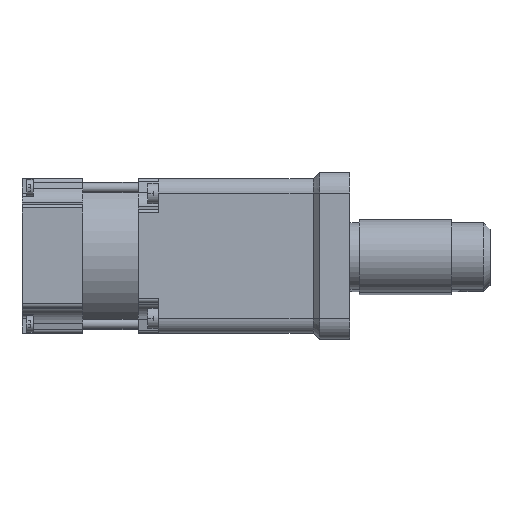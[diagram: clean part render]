
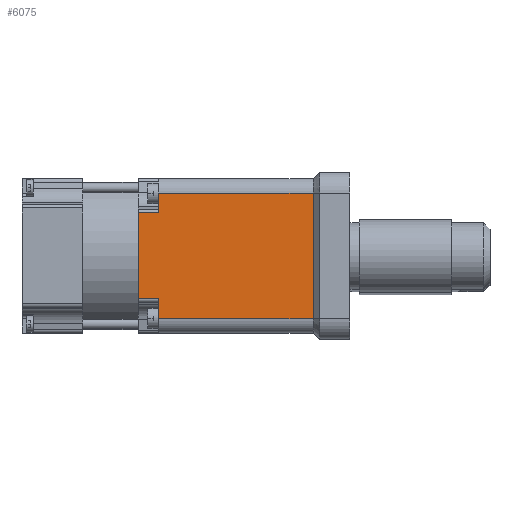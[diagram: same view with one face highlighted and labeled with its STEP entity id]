
A CAD part, top view. The second image highlights one B-rep face of the part: STEP entity #6075.
In plain terms, the highlighted planar face has unit normal (0, 0, 1).
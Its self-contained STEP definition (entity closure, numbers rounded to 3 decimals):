
#288=LINE('',#8926,#896);
#557=LINE('',#9667,#1165);
#580=LINE('',#9741,#1188);
#595=LINE('',#9804,#1203);
#601=LINE('',#9816,#1209);
#602=LINE('',#9818,#1210);
#625=LINE('',#9860,#1233);
#626=LINE('',#9862,#1234);
#896=VECTOR('',#7233,34.);
#1165=VECTOR('',#7960,23.405);
#1188=VECTOR('',#8035,5.298);
#1203=VECTOR('',#8086,5.298);
#1209=VECTOR('',#8104,5.5);
#1210=VECTOR('',#8107,5.5);
#1233=VECTOR('',#8168,42.);
#1234=VECTOR('',#8171,42.);
#1574=PLANE('',#6598);
#1966=FACE_OUTER_BOUND('',#2367,.T.);
#2367=EDGE_LOOP('',(#5279,#5280,#5281,#5282,#5283,#5284,#5285,#5286));
#2767=VERTEX_POINT('',#8918);
#2769=VERTEX_POINT('',#8924);
#3011=VERTEX_POINT('',#9664);
#3012=VERTEX_POINT('',#9666);
#3036=VERTEX_POINT('',#9739);
#3037=VERTEX_POINT('',#9740);
#3066=VERTEX_POINT('',#9801);
#3067=VERTEX_POINT('',#9803);
#3389=EDGE_CURVE('',#2769,#2767,#288,.T.);
#3739=EDGE_CURVE('',#3012,#3011,#557,.T.);
#3776=EDGE_CURVE('',#3036,#3037,#580,.T.);
#3806=EDGE_CURVE('',#3067,#3066,#595,.T.);
#3813=EDGE_CURVE('',#3011,#3036,#601,.T.);
#3814=EDGE_CURVE('',#3012,#3066,#602,.T.);
#3837=EDGE_CURVE('',#2769,#3067,#625,.T.);
#3838=EDGE_CURVE('',#2767,#3037,#626,.T.);
#5279=ORIENTED_EDGE('',*,*,#3838,.F.);
#5280=ORIENTED_EDGE('',*,*,#3389,.F.);
#5281=ORIENTED_EDGE('',*,*,#3837,.T.);
#5282=ORIENTED_EDGE('',*,*,#3806,.T.);
#5283=ORIENTED_EDGE('',*,*,#3814,.F.);
#5284=ORIENTED_EDGE('',*,*,#3739,.T.);
#5285=ORIENTED_EDGE('',*,*,#3813,.T.);
#5286=ORIENTED_EDGE('',*,*,#3776,.T.);
#6075=ADVANCED_FACE('',(#1966),#1574,.T.);
#6598=AXIS2_PLACEMENT_3D('',#9861,#8169,#8170);
#7233=DIRECTION('',(0.,-1.,0.));
#7960=DIRECTION('',(0.,-1.,0.));
#8035=DIRECTION('',(0.,-1.,0.));
#8086=DIRECTION('',(0.,-1.,0.));
#8104=DIRECTION('',(1.,0.,0.));
#8107=DIRECTION('',(1.,0.,0.));
#8168=DIRECTION('',(-1.,0.,0.));
#8169=DIRECTION('center_axis',(0.,0.,
1.));
#8170=DIRECTION('ref_axis',(0.,1.,0.));
#8171=DIRECTION('',(-1.,0.,0.));
#8918=CARTESIAN_POINT('',(-25.,-17.,86.142));
#8924=CARTESIAN_POINT('',(-25.,17.,86.142));
#8926=CARTESIAN_POINT('',(-25.,8.5,86.142));
#9664=CARTESIAN_POINT('',(-72.5,-11.702,86.142));
#9666=CARTESIAN_POINT('',(-72.5,11.702,86.142));
#9667=CARTESIAN_POINT('',(-72.5,8.5,86.142));
#9739=CARTESIAN_POINT('',(-67.,-11.702,86.142));
#9740=CARTESIAN_POINT('',(-67.,-17.,86.142));
#9741=CARTESIAN_POINT('',(-67.,8.5,86.142));
#9801=CARTESIAN_POINT('',(-67.,11.702,86.142));
#9803=CARTESIAN_POINT('',(-67.,17.,86.142));
#9804=CARTESIAN_POINT('',(-67.,8.5,86.142));
#9816=CARTESIAN_POINT('',(-69.75,-11.702,86.142));
#9818=CARTESIAN_POINT('',(-69.75,11.702,86.142));
#9860=CARTESIAN_POINT('',(-25.,17.,86.142));
#9861=CARTESIAN_POINT('Origin',(-25.,17.,86.142));
#9862=CARTESIAN_POINT('',(-25.,-17.,86.142));
